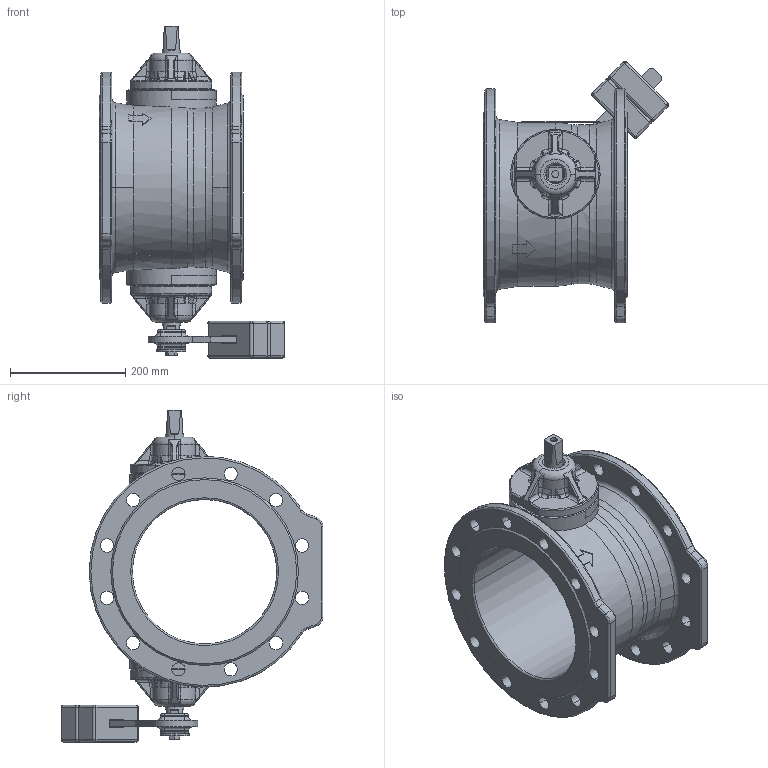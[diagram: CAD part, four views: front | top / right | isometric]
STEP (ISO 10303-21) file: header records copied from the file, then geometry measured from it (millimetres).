
FILE_DESCRIPTION((''),'2;1');
FILE_NAME('0D166475_ASM','2008-07-01T',('bsiewert'),(''),'PRO/ENGINEER BY PARAMETRIC TECHNOLOGY CORPORATION, 2005310','PRO/ENGINEER BY PARAMETRIC TECHNOLOGY CORPORATION, 2005310','');
FILE_SCHEMA(('AUTOMOTIVE_DESIGN_CC2 { 1 2 10303 214 -1 1 5 2 }'));
Length unit declared in the file: millimetre
Products named in the file (7): 0D166473; 0D166474; 0D166236; 0D166237; N38_580_SCHEIBE_13; D933_M12X30; 0D166475_ASM
Assembly tree (8 placements, depth 2):
  0D166475_ASM
    0D166473
    0D166474  x2
    0D166236
    0D166237  x2
    N38_580_SCHEIBE_13
    D933_M12X30
Bounding box: 321.67 x 453.67 x 575 mm (x, y, z)
Volume: 8907208.4 mm3; surface area: 1000322.1 mm2
Topology: 41 solids, 42 shells, 1367 faces, 3429 edges, 2158 vertices
Faces by surface type: plane 751, cylinder 236, bspline 180, torus 110, cone 56, sphere 34
Entity records: 46387 total; most frequent: CARTESIAN_POINT 9955, ORIENTED_EDGE 5770, DIRECTION 5287, EDGE_CURVE 2887, PRESENTATION_STYLE_ASSIGNMENT 2776, STYLED_ITEM 2757, CURVE_STYLE 2719, VECTOR 2021
